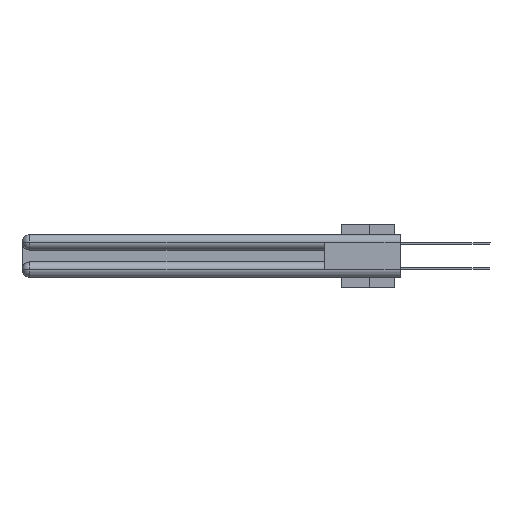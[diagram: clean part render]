
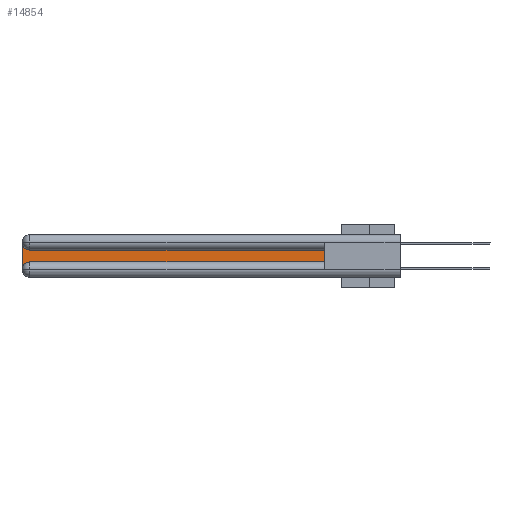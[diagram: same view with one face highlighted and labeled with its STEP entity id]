
A CAD part, left-side view. The second image highlights one B-rep face of the part: STEP entity #14854.
In plain terms, the highlighted planar face has unit normal (-1, 0, 0).
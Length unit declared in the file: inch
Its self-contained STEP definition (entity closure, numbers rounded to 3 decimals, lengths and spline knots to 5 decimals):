
#1266 = DIRECTION ( 'NONE',  ( 0., -1., 0. ) ) ;
#1309 = VERTEX_POINT ( 'NONE', #34199 ) ;
#1343 = CARTESIAN_POINT ( 'NONE',  ( 0.075, 3., -0.2175 ) ) ;
#1606 = CIRCLE ( 'NONE', #13628, 0.06 ) ;
#2977 = DIRECTION ( 'NONE',  ( 0., 0., -1. ) ) ;
#3999 = EDGE_CURVE ( 'NONE', #7809, #1309, #17813, .T. ) ;
#4271 = ORIENTED_EDGE ( 'NONE', *, *, #26986, .T. ) ;
#5507 = DIRECTION ( 'NONE',  ( 1., 0., 0. ) ) ;
#6146 = EDGE_CURVE ( 'NONE', #11979, #29110, #34558, .T. ) ;
#7809 = VERTEX_POINT ( 'NONE', #34865 ) ;
#7885 = PLANE ( 'NONE',  #18201 ) ;
#9374 = CARTESIAN_POINT ( 'NONE',  ( 0.075, 0.6, -0.2175 ) ) ;
#9403 = ORIENTED_EDGE ( 'NONE', *, *, #24621, .T. ) ;
#9647 = AXIS2_PLACEMENT_3D ( 'NONE', #21256, #5507, #2977 ) ;
#9859 = VERTEX_POINT ( 'NONE', #29023 ) ;
#10027 = CARTESIAN_POINT ( 'NONE',  ( 0.075, 0.6, -0.2175 ) ) ;
#11062 = CARTESIAN_POINT ( 'NONE',  ( 0.075, 2.94, -0.2175 ) ) ;
#11425 = ORIENTED_EDGE ( 'NONE', *, *, #20365, .T. ) ;
#11707 = ORIENTED_EDGE ( 'NONE', *, *, #6146, .T. ) ;
#11979 = VERTEX_POINT ( 'NONE', #11062 ) ;
#12760 = DIRECTION ( 'NONE',  ( 1., 0., 0. ) ) ;
#13628 = AXIS2_PLACEMENT_3D ( 'NONE', #31381, #12760, #18126 ) ;
#13803 = DIRECTION ( 'NONE',  ( 0., 0., -1. ) ) ;
#14854 = ADVANCED_FACE ( 'NONE', ( #32410 ), #7885, .F. ) ;
#17813 = LINE ( 'NONE', #1343, #28061 ) ;
#17831 = EDGE_LOOP ( 'NONE', ( #4271, #26782, #34829, #9403, #11707, #11425 ) ) ;
#18126 = DIRECTION ( 'NONE',  ( 0., 0., -1. ) ) ;
#18201 = AXIS2_PLACEMENT_3D ( 'NONE', #24530, #24701, #13803 ) ;
#20365 = EDGE_CURVE ( 'NONE', #29110, #9859, #28705, .T. ) ;
#20910 = VECTOR ( 'NONE', #25661, 39.37008 ) ;
#21256 = CARTESIAN_POINT ( 'NONE',  ( 0.075, 2.94, -0.0625 ) ) ;
#21661 = CIRCLE ( 'NONE', #9647, 0.06 ) ;
#22296 = VECTOR ( 'NONE', #30158, 39.37008 ) ;
#23729 = EDGE_CURVE ( 'NONE', #28065, #7809, #21661, .T. ) ;
#24253 = LINE ( 'NONE', #35191, #22296 ) ;
#24530 = CARTESIAN_POINT ( 'NONE',  ( 0.075, 3., -0.1225 ) ) ;
#24621 = EDGE_CURVE ( 'NONE', #1309, #11979, #1606, .T. ) ;
#24701 = DIRECTION ( 'NONE',  ( 1., 0., 0. ) ) ;
#24962 = CARTESIAN_POINT ( 'NONE',  ( 0.075, 2.94, -0.1225 ) ) ;
#25661 = DIRECTION ( 'NONE',  ( 0., 0., 1. ) ) ;
#26782 = ORIENTED_EDGE ( 'NONE', *, *, #23729, .T. ) ;
#26986 = EDGE_CURVE ( 'NONE', #9859, #28065, #24253, .T. ) ;
#28061 = VECTOR ( 'NONE', #28551, 39.37008 ) ;
#28065 = VERTEX_POINT ( 'NONE', #24962 ) ;
#28269 = CARTESIAN_POINT ( 'NONE',  ( 0.075, 0.6, -0.2175 ) ) ;
#28551 = DIRECTION ( 'NONE',  ( 0., 0., -1. ) ) ;
#28705 = LINE ( 'NONE', #9374, #20910 ) ;
#29023 = CARTESIAN_POINT ( 'NONE',  ( 0.075, 0.6, -0.1225 ) ) ;
#29110 = VERTEX_POINT ( 'NONE', #28269 ) ;
#30158 = DIRECTION ( 'NONE',  ( 0., 1., 0. ) ) ;
#31381 = CARTESIAN_POINT ( 'NONE',  ( 0.075, 2.94, -0.2775 ) ) ;
#32005 = VECTOR ( 'NONE', #1266, 39.37008 ) ;
#32410 = FACE_OUTER_BOUND ( 'NONE', #17831, .T. ) ;
#34199 = CARTESIAN_POINT ( 'NONE',  ( 0.075, 3., -0.2775 ) ) ;
#34558 = LINE ( 'NONE', #10027, #32005 ) ;
#34829 = ORIENTED_EDGE ( 'NONE', *, *, #3999, .T. ) ;
#34865 = CARTESIAN_POINT ( 'NONE',  ( 0.075, 3., -0.0625 ) ) ;
#35191 = CARTESIAN_POINT ( 'NONE',  ( 0.075, 0.6, -0.1225 ) ) ;
